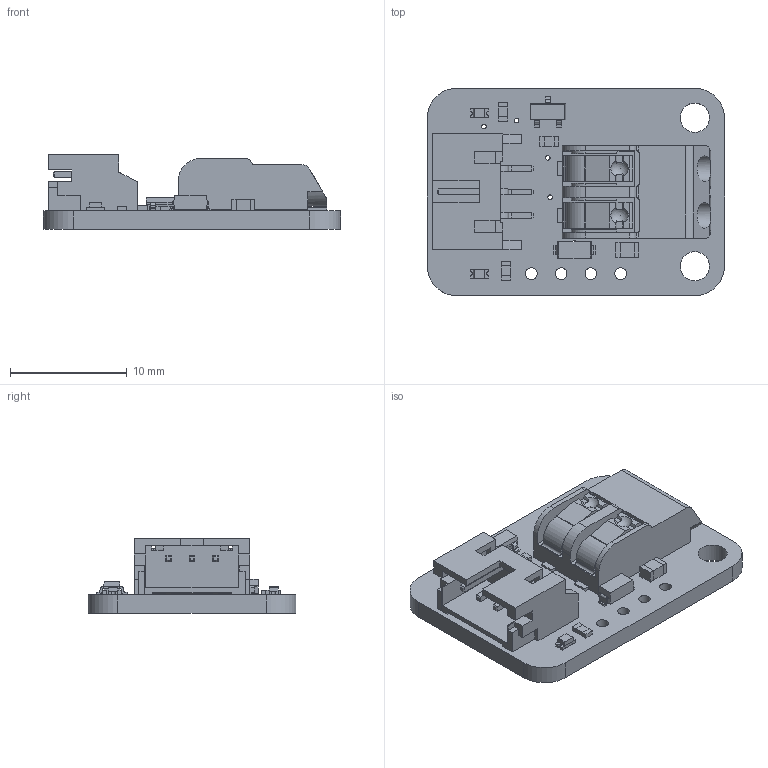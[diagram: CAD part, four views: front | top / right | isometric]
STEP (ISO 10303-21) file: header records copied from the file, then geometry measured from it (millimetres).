
FILE_DESCRIPTION(/* description */ (''),/* implementation_level */ '2;1');
FILE_NAME(/* name */ 'PCB Component.step',/* time_stamp */ '2022-12-13T09:47:02-05:00',/* author */ (''),/* organization */ (''),/* preprocessor_version */ 'ST-DEVELOPER v19.2',/* originating_system */ 'Autodesk Translation Framework v11.17.0.187',/* authorisation */ '');
FILE_SCHEMA (('AUTOMOTIVE_DESIGN { 1 0 10303 214 3 1 1 }'));
Length unit declared in the file: millimetre
Products named in the file (9): PCB Component; Board; 2.2uF+/35V+; RED; 10K; JST PH 3; AO3406; 2060-402/998-404; 1N400x/SM4002
Assembly tree (11 placements, depth 2):
  PCB Component
    Board
    2.2uF+/35V+
    RED  x2
    10K  x3
    JST PH 3
    AO3406
    2060-402/998-404
    1N400x/SM4002
Bounding box: 25.4 x 17.78 x 6.37 mm (x, y, z)
Volume: 1101.4 mm3; surface area: 2210.7 mm2
Topology: 23 solids, 23 shells, 622 faces, 1680 edges, 1104 vertices
Faces by surface type: plane 498, cylinder 114, bspline 8, sphere 2
Full cylindrical faces by diameter (mm): 0.394 x7, 1 x7, 2.25 x2, 2.5 x2
Entity records: 17325 total; most frequent: CARTESIAN_POINT 3109, ORIENTED_EDGE 2894, DIRECTION 2775, EDGE_CURVE 1447, LINE 1187, VECTOR 1187, VERTEX_POINT 950, AXIS2_PLACEMENT_3D 794
